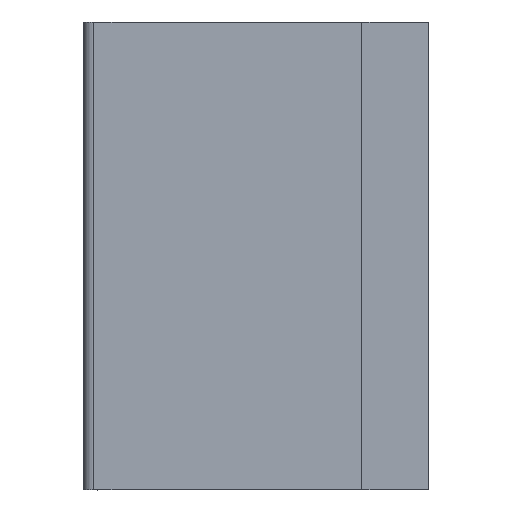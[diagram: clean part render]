
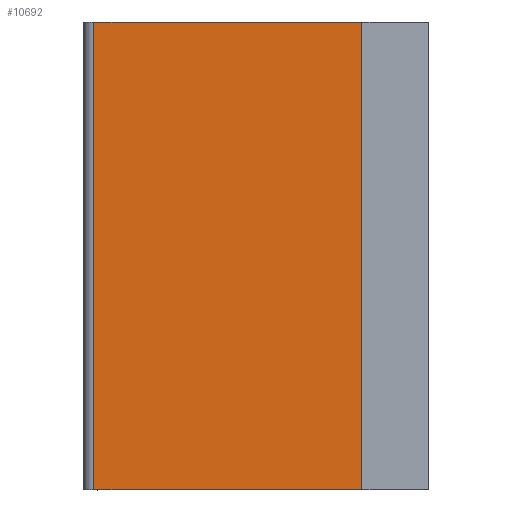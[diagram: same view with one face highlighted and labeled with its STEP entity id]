
A CAD part, left-side view. The second image highlights one B-rep face of the part: STEP entity #10692.
In plain terms, the highlighted planar face has unit normal (-1, 0, 0).
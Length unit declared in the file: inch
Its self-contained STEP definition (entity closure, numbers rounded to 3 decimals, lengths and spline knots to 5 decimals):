
#202 = LINE ( 'NONE', #4368, #8405 ) ;
#407 = DIRECTION ( 'NONE',  ( 0., 1., 0. ) ) ;
#639 = CARTESIAN_POINT ( 'NONE',  ( -1.1875, 0., -1.3125 ) ) ;
#662 = VERTEX_POINT ( 'NONE', #3769 ) ;
#985 = PLANE ( 'NONE',  #9604 ) ;
#1586 = EDGE_LOOP ( 'NONE', ( #4671, #3243, #9537, #6409 ) ) ;
#1654 = VECTOR ( 'NONE', #4724, 39.37008 ) ;
#2297 = EDGE_CURVE ( 'NONE', #7087, #7846, #4514, .T. ) ;
#2383 = DIRECTION ( 'NONE',  ( 0., 0., -1. ) ) ;
#2629 = VECTOR ( 'NONE', #407, 39.37008 ) ;
#3144 = LINE ( 'NONE', #10837, #4780 ) ;
#3243 = ORIENTED_EDGE ( 'NONE', *, *, #9485, .T. ) ;
#3487 = CARTESIAN_POINT ( 'NONE',  ( -1.1875, 0.691, -1.3125 ) ) ;
#3769 = CARTESIAN_POINT ( 'NONE',  ( -1.1875, -0.812, -1.3125 ) ) ;
#3834 = CARTESIAN_POINT ( 'NONE',  ( -1.1875, 0., 1.3125 ) ) ;
#3951 = CARTESIAN_POINT ( 'NONE',  ( -1.1875, 0.691, 1.3125 ) ) ;
#4368 = CARTESIAN_POINT ( 'NONE',  ( -1.1875, -0.812, -1.90193 ) ) ;
#4514 = LINE ( 'NONE', #3834, #2629 ) ;
#4671 = ORIENTED_EDGE ( 'NONE', *, *, #2297, .T. ) ;
#4724 = DIRECTION ( 'NONE',  ( 0., 1., 0. ) ) ;
#4780 = VECTOR ( 'NONE', #2383, 39.37008 ) ;
#4972 = DIRECTION ( 'NONE',  ( 0., 1., 0. ) ) ;
#5264 = CARTESIAN_POINT ( 'NONE',  ( -1.1875, -0.812, 1.3125 ) ) ;
#5270 = FACE_OUTER_BOUND ( 'NONE', #1586, .T. ) ;
#6309 = LINE ( 'NONE', #8617, #1654 ) ;
#6326 = EDGE_CURVE ( 'NONE', #662, #7087, #202, .T. ) ;
#6409 = ORIENTED_EDGE ( 'NONE', *, *, #6326, .T. ) ;
#7087 = VERTEX_POINT ( 'NONE', #5264 ) ;
#7846 = VERTEX_POINT ( 'NONE', #3951 ) ;
#8405 = VECTOR ( 'NONE', #9290, 39.37008 ) ;
#8617 = CARTESIAN_POINT ( 'NONE',  ( -1.1875, 0., -1.3125 ) ) ;
#9018 = DIRECTION ( 'NONE',  ( 1., 0., 0. ) ) ;
#9290 = DIRECTION ( 'NONE',  ( 0., 0., 1. ) ) ;
#9485 = EDGE_CURVE ( 'NONE', #7846, #10484, #3144, .T. ) ;
#9537 = ORIENTED_EDGE ( 'NONE', *, *, #10507, .F. ) ;
#9604 = AXIS2_PLACEMENT_3D ( 'NONE', #639, #9018, #4972 ) ;
#10484 = VERTEX_POINT ( 'NONE', #3487 ) ;
#10507 = EDGE_CURVE ( 'NONE', #662, #10484, #6309, .T. ) ;
#10692 = ADVANCED_FACE ( 'NONE', ( #5270 ), #985, .F. ) ;
#10837 = CARTESIAN_POINT ( 'NONE',  ( -1.1875, 0.691, -1.3125 ) ) ;
